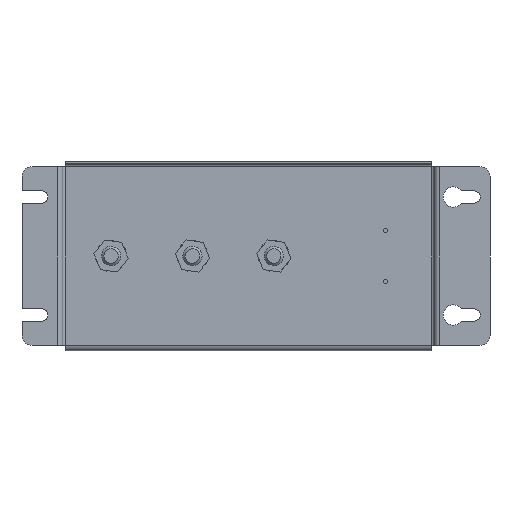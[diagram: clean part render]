
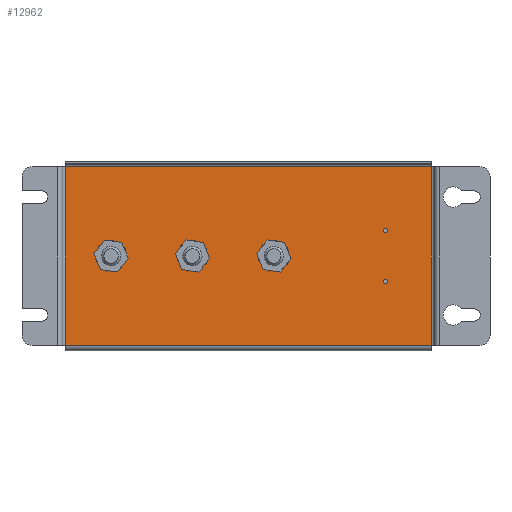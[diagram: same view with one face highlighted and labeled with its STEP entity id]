
A CAD part, front view. The second image highlights one B-rep face of the part: STEP entity #12962.
In plain terms, the highlighted planar face has unit normal (0, -1, 0).
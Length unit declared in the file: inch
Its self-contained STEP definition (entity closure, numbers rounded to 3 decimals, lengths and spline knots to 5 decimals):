
#296=FACE_BOUND('',#1814,.T.);
#297=FACE_BOUND('',#1815,.T.);
#298=FACE_BOUND('',#1816,.T.);
#299=FACE_BOUND('',#1817,.T.);
#300=FACE_BOUND('',#1818,.T.);
#491=PLANE('',#14042);
#1052=FACE_OUTER_BOUND('',#1813,.T.);
#1813=EDGE_LOOP('',(#9287,#9288,#9289,#9290));
#1814=EDGE_LOOP('',(#9291));
#1815=EDGE_LOOP('',(#9292));
#1816=EDGE_LOOP('',(#9293));
#1817=EDGE_LOOP('',(#9294));
#1818=EDGE_LOOP('',(#9295));
#2703=LINE('',#19445,#4018);
#2739=LINE('',#19576,#4054);
#2745=LINE('',#19595,#4060);
#2759=LINE('',#19630,#4074);
#4018=VECTOR('',#15436,0.3937);
#4054=VECTOR('',#15592,0.3937);
#4060=VECTOR('',#15618,0.3937);
#4074=VECTOR('',#15658,0.3937);
#5297=CIRCLE('',#13991,0.052);
#5300=CIRCLE('',#13995,0.052);
#5303=CIRCLE('',#13999,0.25);
#5306=CIRCLE('',#14003,0.25);
#5309=CIRCLE('',#14007,0.25);
#5858=VERTEX_POINT('',#19442);
#5859=VERTEX_POINT('',#19444);
#5879=VERTEX_POINT('',#19523);
#5882=VERTEX_POINT('',#19531);
#5885=VERTEX_POINT('',#19539);
#5888=VERTEX_POINT('',#19547);
#5891=VERTEX_POINT('',#19555);
#5894=VERTEX_POINT('',#19569);
#5897=VERTEX_POINT('',#19590);
#7118=EDGE_CURVE('',#5859,#5858,#2703,.T.);
#7158=EDGE_CURVE('',#5879,#5879,#5297,.T.);
#7162=EDGE_CURVE('',#5882,#5882,#5300,.T.);
#7166=EDGE_CURVE('',#5885,#5885,#5303,.T.);
#7170=EDGE_CURVE('',#5888,#5888,#5306,.T.);
#7174=EDGE_CURVE('',#5891,#5891,#5309,.T.);
#7184=EDGE_CURVE('',#5894,#5859,#2739,.T.);
#7194=EDGE_CURVE('',#5858,#5897,#2745,.T.);
#7212=EDGE_CURVE('',#5897,#5894,#2759,.T.);
#9287=ORIENTED_EDGE('',*,*,#7212,.T.);
#9288=ORIENTED_EDGE('',*,*,#7184,.T.);
#9289=ORIENTED_EDGE('',*,*,#7118,.T.);
#9290=ORIENTED_EDGE('',*,*,#7194,.T.);
#9291=ORIENTED_EDGE('',*,*,#7158,.T.);
#9292=ORIENTED_EDGE('',*,*,#7162,.T.);
#9293=ORIENTED_EDGE('',*,*,#7166,.T.);
#9294=ORIENTED_EDGE('',*,*,#7170,.T.);
#9295=ORIENTED_EDGE('',*,*,#7174,.T.);
#12962=ADVANCED_FACE('',(#1052,#296,#297,#298,#299,#300),#491,.F.);
#13991=AXIS2_PLACEMENT_3D('',#19525,#15529,#15530);
#13995=AXIS2_PLACEMENT_3D('',#19533,#15538,#15539);
#13999=AXIS2_PLACEMENT_3D('',#19541,#15547,#15548);
#14003=AXIS2_PLACEMENT_3D('',#19549,#15556,#15557);
#14007=AXIS2_PLACEMENT_3D('',#19557,#15565,#15566);
#14042=AXIS2_PLACEMENT_3D('',#19632,#15661,#15662);
#15436=DIRECTION('',(1.,0.,0.));
#15529=DIRECTION('center_axis',(0.,1.,0.));
#15530=DIRECTION('ref_axis',(1.,0.,0.));
#15538=DIRECTION('center_axis',(0.,1.,0.));
#15539=DIRECTION('ref_axis',(1.,0.,0.));
#15547=DIRECTION('center_axis',(0.,1.,0.));
#15548=DIRECTION('ref_axis',(1.,0.,0.));
#15556=DIRECTION('center_axis',(0.,1.,0.));
#15557=DIRECTION('ref_axis',(1.,0.,0.));
#15565=DIRECTION('center_axis',(0.,1.,0.));
#15566=DIRECTION('ref_axis',(1.,0.,0.));
#15592=DIRECTION('',(0.,0.,-1.));
#15618=DIRECTION('',(0.,0.,1.));
#15658=DIRECTION('',(-1.,0.,0.));
#15661=DIRECTION('center_axis',(0.,1.,0.));
#15662=DIRECTION('ref_axis',(0.,0.,1.));
#19442=CARTESIAN_POINT('',(4.5,0.,-2.2));
#19444=CARTESIAN_POINT('',(-4.5,0.,-2.2));
#19445=CARTESIAN_POINT('',(-4.5,0.,-2.2));
#19523=CARTESIAN_POINT('',(3.316,0.,-0.625));
#19525=CARTESIAN_POINT('Origin',(3.368,0.,-0.625));
#19531=CARTESIAN_POINT('',(3.316,0.,0.625));
#19533=CARTESIAN_POINT('Origin',(3.368,0.,0.625));
#19539=CARTESIAN_POINT('',(-1.625,0.,0.));
#19541=CARTESIAN_POINT('Origin',(-1.375,0.,0.));
#19547=CARTESIAN_POINT('',(-3.625,0.,0.));
#19549=CARTESIAN_POINT('Origin',(-3.375,0.,0.));
#19555=CARTESIAN_POINT('',(0.375,0.,0.));
#19557=CARTESIAN_POINT('Origin',(0.625,0.,0.));
#19569=CARTESIAN_POINT('',(-4.5,0.,2.2));
#19576=CARTESIAN_POINT('',(-4.5,0.,2.2));
#19590=CARTESIAN_POINT('',(4.5,0.,2.2));
#19595=CARTESIAN_POINT('',(4.5,0.,-2.2));
#19630=CARTESIAN_POINT('',(4.5,0.,2.2));
#19632=CARTESIAN_POINT('Origin',(0.,0.,0.));
